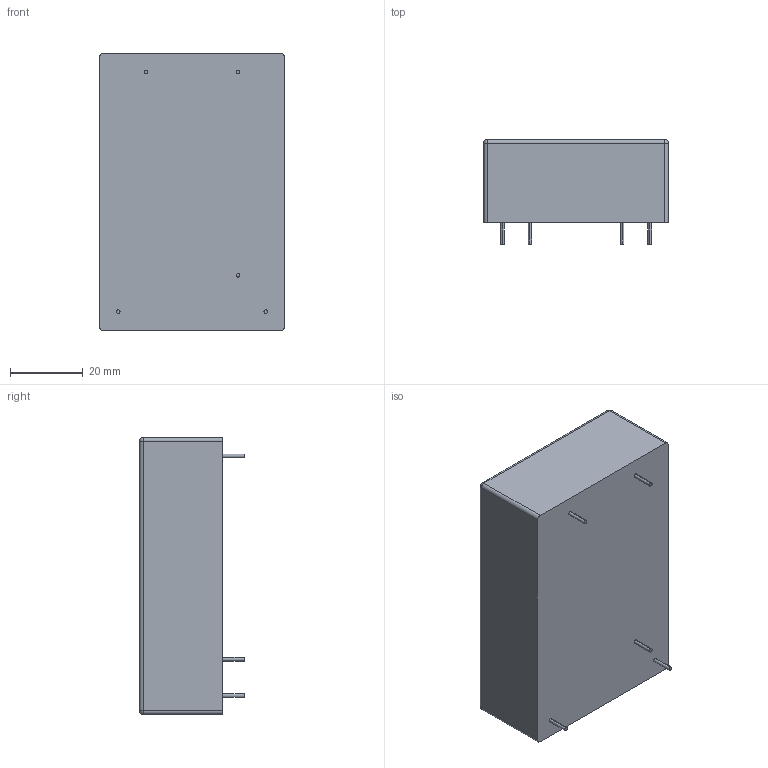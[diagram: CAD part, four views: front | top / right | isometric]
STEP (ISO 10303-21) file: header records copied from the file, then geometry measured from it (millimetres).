
FILE_DESCRIPTION (( 'STEP AP214' ), '1' );
FILE_NAME ('ACDC_KAM15xx.STEP', '2022-09-16T12:04:44', ( '' ), ( '' ), 'SwSTEP 2.0', 'SolidWorks 2022', '' );
FILE_SCHEMA (( 'AUTOMOTIVE_DESIGN' ));
Length unit declared in the file: millimetre
Products named in the file (1): ACDC_KAM15xx
Bounding box: 50.8 x 28.8 x 76.2 mm (x, y, z)
Volume: 88197.4 mm3; surface area: 13513.8 mm2
Topology: 1 solids, 1 shells, 288 faces, 757 edges, 498 vertices
Faces by surface type: plane 193, bspline 73, cylinder 18, sphere 4
Entity records: 12736 total; most frequent: CARTESIAN_POINT 5845, ORIENTED_EDGE 1506, DIRECTION 1075, EDGE_CURVE 753, VECTOR 571, LINE 571, VERTEX_POINT 498, EDGE_LOOP 319
